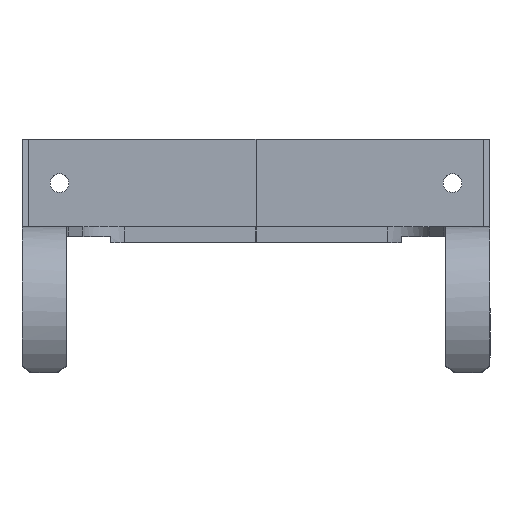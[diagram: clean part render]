
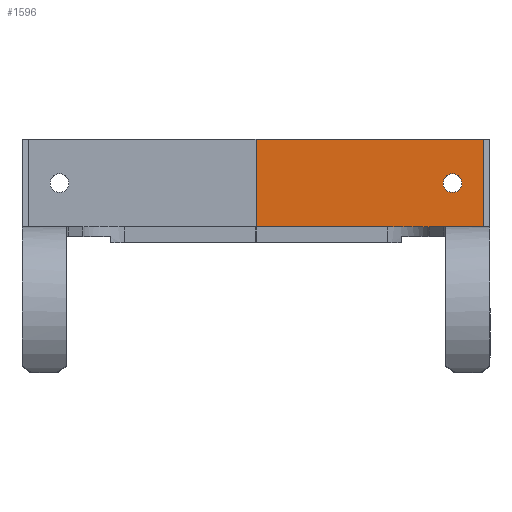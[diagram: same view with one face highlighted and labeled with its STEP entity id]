
A CAD part, top view. The second image highlights one B-rep face of the part: STEP entity #1596.
In plain terms, the highlighted planar face has unit normal (0, 0, 1).
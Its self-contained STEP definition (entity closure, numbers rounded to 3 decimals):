
#610 = VERTEX_POINT('',#611);
#611 = CARTESIAN_POINT('',(43.,19.35,0.));
#772 = VERTEX_POINT('',#773);
#773 = CARTESIAN_POINT('',(0.,29.35,0.));
#790 = VERTEX_POINT('',#791);
#791 = CARTESIAN_POINT('',(0.,39.35,0.));
#797 = EDGE_CURVE('',#772,#790,#798,.T.);
#798 = LINE('',#799,#800);
#799 = CARTESIAN_POINT('',(0.,29.35,0.));
#800 = VECTOR('',#801,1.);
#801 = DIRECTION('',(0.,1.,0.));
#898 = VERTEX_POINT('',#899);
#899 = CARTESIAN_POINT('',(51.5,39.35,0.));
#922 = VERTEX_POINT('',#923);
#923 = CARTESIAN_POINT('',(51.5,19.35,0.));
#929 = EDGE_CURVE('',#898,#922,#930,.T.);
#930 = LINE('',#931,#932);
#931 = CARTESIAN_POINT('',(51.5,39.35,0.));
#932 = VECTOR('',#933,1.);
#933 = DIRECTION('',(0.,-1.,0.));
#1069 = EDGE_CURVE('',#790,#898,#1070,.T.);
#1070 = LINE('',#1071,#1072);
#1071 = CARTESIAN_POINT('',(0.,39.35,0.));
#1072 = VECTOR('',#1073,1.);
#1073 = DIRECTION('',(1.,0.,0.));
#1084 = VERTEX_POINT('',#1085);
#1085 = CARTESIAN_POINT('',(46.625,29.35,0.));
#1101 = EDGE_CURVE('',#1084,#1084,#1102,.T.);
#1102 = CIRCLE('',#1103,2.125);
#1103 = AXIS2_PLACEMENT_3D('',#1104,#1105,#1106);
#1104 = CARTESIAN_POINT('',(44.5,29.35,0.));
#1105 = DIRECTION('',(0.,0.,1.));
#1106 = DIRECTION('',(1.,0.,0.));
#1175 = EDGE_CURVE('',#922,#610,#1176,.T.);
#1176 = LINE('',#1177,#1178);
#1177 = CARTESIAN_POINT('',(53.,19.35,0.));
#1178 = VECTOR('',#1179,1.);
#1179 = DIRECTION('',(-1.,0.,0.));
#1478 = EDGE_CURVE('',#610,#1479,#1481,.T.);
#1479 = VERTEX_POINT('',#1480);
#1480 = CARTESIAN_POINT('',(0.,19.35,0.));
#1481 = LINE('',#1482,#1483);
#1482 = CARTESIAN_POINT('',(53.,19.35,0.));
#1483 = VECTOR('',#1484,1.);
#1484 = DIRECTION('',(-1.,0.,0.));
#1569 = EDGE_CURVE('',#1479,#772,#1570,.T.);
#1570 = LINE('',#1571,#1572);
#1571 = CARTESIAN_POINT('',(0.,19.35,0.));
#1572 = VECTOR('',#1573,1.);
#1573 = DIRECTION('',(0.,1.,0.));
#1596 = ADVANCED_FACE('',(#1597,#1605),#1608,.T.);
#1597 = FACE_BOUND('',#1598,.T.);
#1598 = EDGE_LOOP('',(#1599,#1600,#1601,#1602,#1603,#1604));
#1599 = ORIENTED_EDGE('',*,*,#797,.F.);
#1600 = ORIENTED_EDGE('',*,*,#1569,.F.);
#1601 = ORIENTED_EDGE('',*,*,#1478,.F.);
#1602 = ORIENTED_EDGE('',*,*,#1175,.F.);
#1603 = ORIENTED_EDGE('',*,*,#929,.F.);
#1604 = ORIENTED_EDGE('',*,*,#1069,.F.);
#1605 = FACE_BOUND('',#1606,.T.);
#1606 = EDGE_LOOP('',(#1607));
#1607 = ORIENTED_EDGE('',*,*,#1101,.F.);
#1608 = PLANE('',#1609);
#1609 = AXIS2_PLACEMENT_3D('',#1610,#1611,#1612);
#1610 = CARTESIAN_POINT('',(27.766,29.35,0.));
#1611 = DIRECTION('',(0.,0.,1.));
#1612 = DIRECTION('',(1.,0.,0.));
